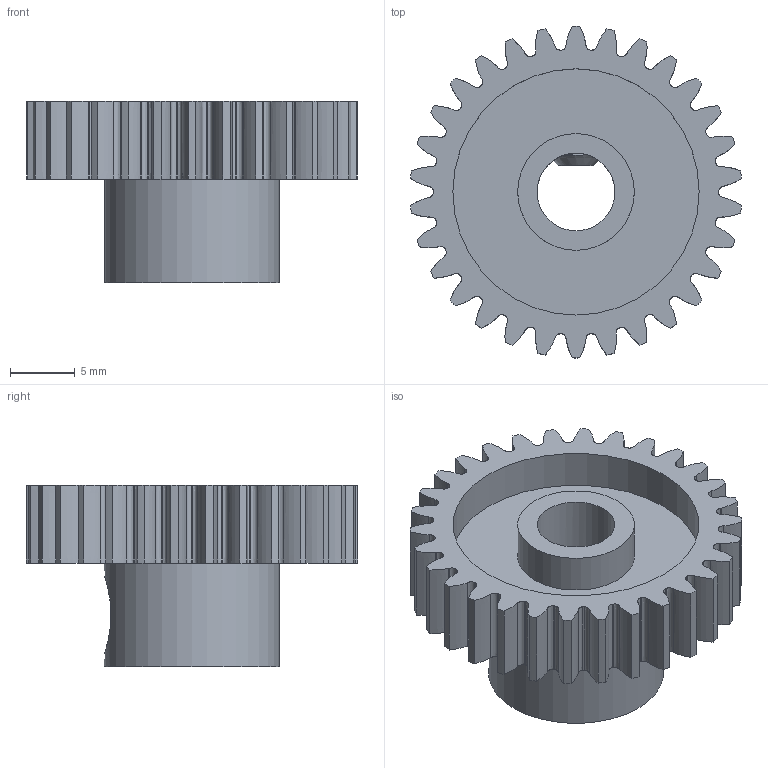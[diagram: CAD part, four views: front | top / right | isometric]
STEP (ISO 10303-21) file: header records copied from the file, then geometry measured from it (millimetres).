
FILE_DESCRIPTION( ( '' ), ' ' );
FILE_NAME( '5a2adec05214870eedd3ecf7.step', '2017-12-08T18:49:37', ( '' ), ( '' ), ' ', ' ', ' ' );
FILE_SCHEMA( ( 'AUTOMOTIVE_DESIGN { 1 0 10303 214 1 1 1 1 }' ) );
Length unit declared in the file: metre
Products named in the file (3): Assem1; 2304-0006-0030_Gear Blank; 2806-0004-0004_91390A117
Assembly tree (2 placements, depth 2):
  Assem1
    2304-0006-0030_Gear Blank
    2806-0004-0004_91390A117
Bounding box: 25.51 x 25.6 x 14 mm (x, y, z)
Volume: 2760.1 mm3; surface area: 2760.6 mm2
Topology: 2 solids, 2 shells, 291 faces, 887 edges, 603 vertices
Faces by surface type: extrusion 120, plane 78, cylinder 73, cone 11, bspline 9
Full cylindrical faces by diameter (mm): 6 x1, 9 x1, 13.5 x1, 19 x1
Entity records: 17293 total; most frequent: CARTESIAN_POINT 7601, ORIENTED_EDGE 1752, DIRECTION 1136, EDGE_CURVE 876, VERTEX_POINT 602, VECTOR 498, B_SPLINE_CURVE_WITH_KNOTS 406, LINE 378
